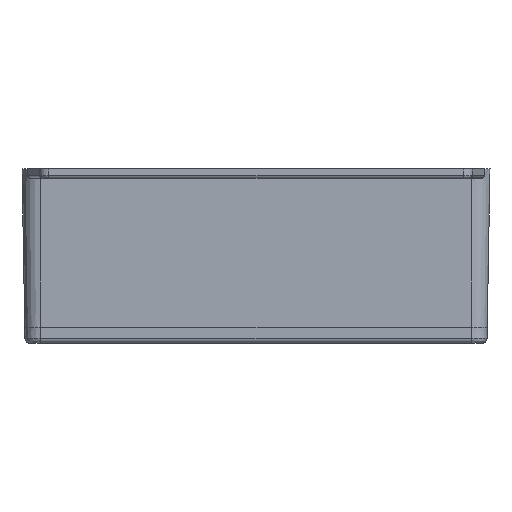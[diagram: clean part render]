
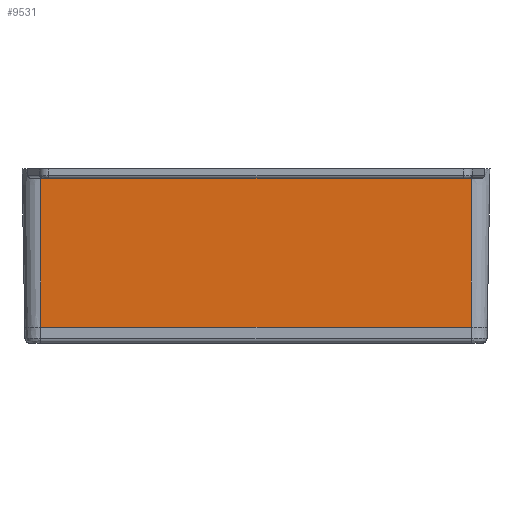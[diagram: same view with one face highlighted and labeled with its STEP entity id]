
A CAD part, front view. The second image highlights one B-rep face of the part: STEP entity #9531.
In plain terms, the highlighted planar face has unit normal (0, -1, -0.018).
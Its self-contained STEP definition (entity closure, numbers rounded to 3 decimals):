
#676 = VERTEX_POINT ( 'NONE', #14873 ) ;
#755 = VERTEX_POINT ( 'NONE', #15211 ) ;
#9523 = ORIENTED_EDGE ( 'NONE', *, *, #9601, .F. ) ;
#9524 = ORIENTED_EDGE ( 'NONE', *, *, #9533, .T. ) ;
#9525 = EDGE_CURVE ( 'NONE', #9530, #755, #17035, .T. ) ;
#9527 = ORIENTED_EDGE ( 'NONE', *, *, #9528, .F. ) ;
#9528 = EDGE_CURVE ( 'NONE', #9530, #9529, #17054, .T. ) ;
#9529 = VERTEX_POINT ( 'NONE', #17040 ) ;
#9530 = VERTEX_POINT ( 'NONE', #17030 ) ;
#9531 = ADVANCED_FACE ( 'NONE', ( #17029 ), #17039, .T. ) ;
#9532 = EDGE_LOOP ( 'NONE', ( #9527, #9534, #9524, #9523 ) ) ;
#9533 = EDGE_CURVE ( 'NONE', #755, #676, #17088, .T. ) ;
#9534 = ORIENTED_EDGE ( 'NONE', *, *, #9525, .T. ) ;
#9601 = EDGE_CURVE ( 'NONE', #9529, #676, #17209, .T. ) ;
#14873 = CARTESIAN_POINT ( 'NONE',  ( -335.695, 2160.724, 1.5 ) ) ;
#15211 = CARTESIAN_POINT ( 'NONE',  ( -335.695, 2159.903, 48.5 ) ) ;
#17026 = CARTESIAN_POINT ( 'NONE',  ( -335.695, 2160.724, 1.5 ) ) ;
#17027 = DIRECTION ( 'NONE',  ( 0., 0.017, -1. ) ) ;
#17028 = VECTOR ( 'NONE', #17027, 1000. ) ;
#17029 = FACE_OUTER_BOUND ( 'NONE', #9532, .T. ) ;
#17030 = CARTESIAN_POINT ( 'NONE',  ( -199.695, 2159.903, 48.5 ) ) ;
#17031 = DIRECTION ( 'NONE',  ( -1., 0., 0. ) ) ;
#17032 = VECTOR ( 'NONE', #17031, 1000. ) ;
#17033 = CARTESIAN_POINT ( 'NONE',  ( -335.695, 2159.903, 48.5 ) ) ;
#17035 = LINE ( 'NONE', #17033, #17032 ) ;
#17036 = AXIS2_PLACEMENT_3D ( 'NONE', #17026, #17087, #17086 ) ;
#17039 = PLANE ( 'NONE',  #17036 ) ;
#17040 = CARTESIAN_POINT ( 'NONE',  ( -199.695, 2160.724, 1.5 ) ) ;
#17053 = CARTESIAN_POINT ( 'NONE',  ( -199.695, 2160.724, 1.5 ) ) ;
#17054 = LINE ( 'NONE', #17053, #17028 ) ;
#17084 = DIRECTION ( 'NONE',  ( 0., 0.017, -1. ) ) ;
#17085 = VECTOR ( 'NONE', #17084, 1000. ) ;
#17086 = DIRECTION ( 'NONE',  ( 0., 0.017, -1. ) ) ;
#17087 = DIRECTION ( 'NONE',  ( 0., -1., -0.017 ) ) ;
#17088 = LINE ( 'NONE', #17089, #17085 ) ;
#17089 = CARTESIAN_POINT ( 'NONE',  ( -335.695, 2160.724, 1.5 ) ) ;
#17188 = VECTOR ( 'NONE', #17192, 1000. ) ;
#17192 = DIRECTION ( 'NONE',  ( -1., 0., 0. ) ) ;
#17193 = CARTESIAN_POINT ( 'NONE',  ( -335.695, 2160.724, 1.5 ) ) ;
#17209 = LINE ( 'NONE', #17193, #17188 ) ;
